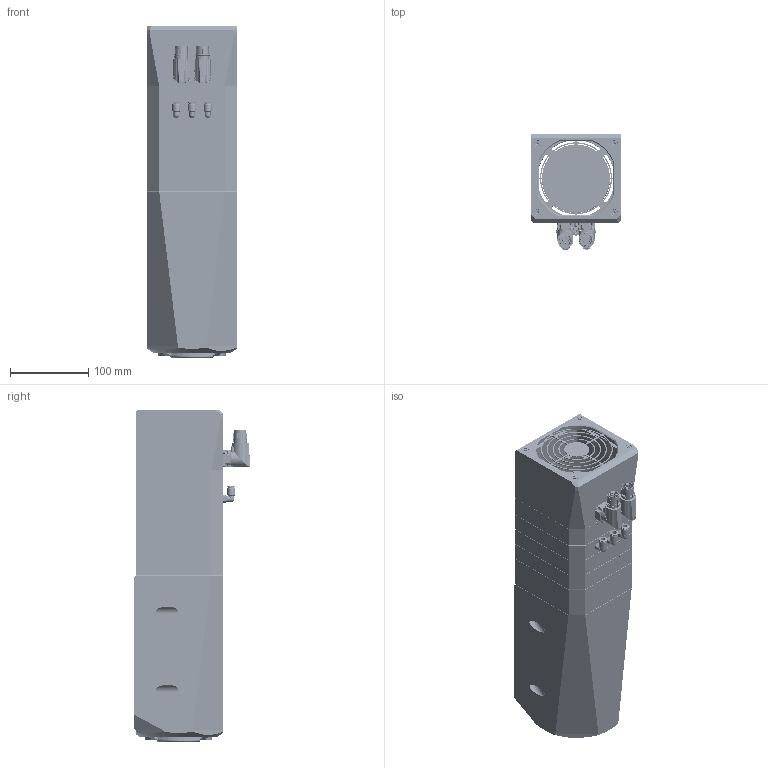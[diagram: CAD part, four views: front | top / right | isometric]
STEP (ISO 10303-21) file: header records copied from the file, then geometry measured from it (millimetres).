
FILE_DESCRIPTION (( 'STEP AP214' ), '1' );
FILE_NAME ('A00103.STEP', '2023-04-13T14:06:08', ( '' ), ( '' ), 'SwSTEP 2.0', 'SolidWorks 2020', '' );
FILE_SCHEMA (( 'AUTOMOTIVE_DESIGN' ));
Length unit declared in the file: millimetre
Products named in the file (1): A00103
Bounding box: 114 x 148.5 x 424.15 mm (x, y, z)
Surface area: 852891 mm2 (no closed solid volume)
Topology: 0 solids, 118 shells, 7227 faces, 18762 edges, 12052 vertices
Faces by surface type: plane 2807, cylinder 2037, bspline 1250, cone 875, torus 246, sphere 12
Entity records: 347628 total; most frequent: CARTESIAN_POINT 117748, ORIENTED_EDGE 36771, DIRECTION 31094, EDGE_CURVE 18527, VERTEX_POINT 12052, AXIS2_PLACEMENT_3D 10585, VECTOR 9924, LINE 9924
